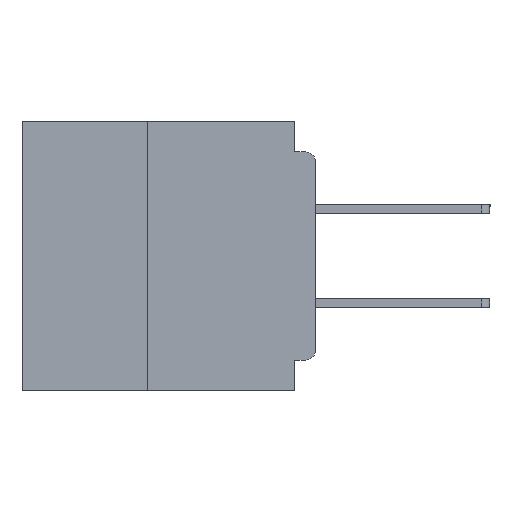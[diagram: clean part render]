
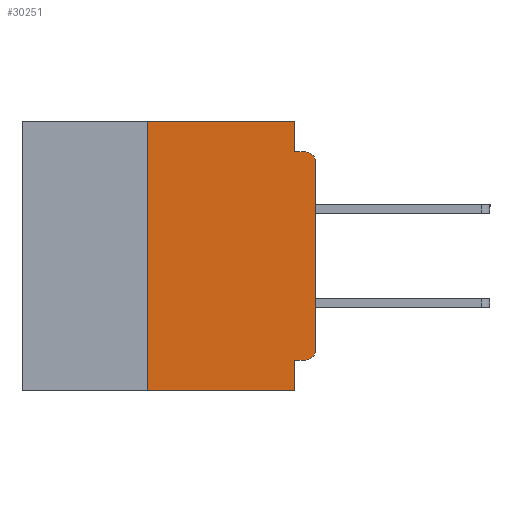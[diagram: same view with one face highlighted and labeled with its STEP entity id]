
A CAD part, left-side view. The second image highlights one B-rep face of the part: STEP entity #30251.
In plain terms, the highlighted planar face has unit normal (-1, 0, 0).
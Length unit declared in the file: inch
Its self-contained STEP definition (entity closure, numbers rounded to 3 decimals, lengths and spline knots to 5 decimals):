
#303 = VERTEX_POINT ( 'NONE', #20004 ) ;
#981 = EDGE_CURVE ( 'NONE', #25496, #10187, #38447, .T. ) ;
#1016 = ORIENTED_EDGE ( 'NONE', *, *, #1520, .T. ) ;
#1520 = EDGE_CURVE ( 'NONE', #30343, #34715, #5470, .T. ) ;
#2130 = DIRECTION ( 'NONE',  ( 0., 0., 1. ) ) ;
#2247 = ORIENTED_EDGE ( 'NONE', *, *, #23044, .F. ) ;
#3035 = CARTESIAN_POINT ( 'NONE',  ( 0., 0., -0.34 ) ) ;
#4047 = DIRECTION ( 'NONE',  ( 1., 0., 0. ) ) ;
#4604 = VECTOR ( 'NONE', #26459, 39.37008 ) ;
#5057 = DIRECTION ( 'NONE',  ( 0., -1., 0. ) ) ;
#5372 = ORIENTED_EDGE ( 'NONE', *, *, #12188, .F. ) ;
#5470 = CIRCLE ( 'NONE', #28489, 0.015 ) ;
#6224 = LINE ( 'NONE', #19099, #36389 ) ;
#6516 = LINE ( 'NONE', #20001, #29744 ) ;
#6758 = LINE ( 'NONE', #14207, #28103 ) ;
#6962 = EDGE_CURVE ( 'NONE', #7725, #36248, #29670, .T. ) ;
#7098 = DIRECTION ( 'NONE',  ( 0., -1., 0. ) ) ;
#7281 = CARTESIAN_POINT ( 'NONE',  ( 0., 0.015, -0.355 ) ) ;
#7333 = LINE ( 'NONE', #31294, #30533 ) ;
#7725 = VERTEX_POINT ( 'NONE', #22714 ) ;
#7937 = CARTESIAN_POINT ( 'NONE',  ( 0., 0.437, -0.4 ) ) ;
#8080 = ORIENTED_EDGE ( 'NONE', *, *, #981, .T. ) ;
#8750 = CARTESIAN_POINT ( 'NONE',  ( 0., 0.25, -0.4 ) ) ;
#10187 = VERTEX_POINT ( 'NONE', #28611 ) ;
#10806 = CARTESIAN_POINT ( 'NONE',  ( 0., 0.25, 0. ) ) ;
#12176 = EDGE_CURVE ( 'NONE', #34715, #25496, #26495, .T. ) ;
#12185 = ORIENTED_EDGE ( 'NONE', *, *, #30487, .T. ) ;
#12188 = EDGE_CURVE ( 'NONE', #28181, #26258, #33479, .T. ) ;
#14207 = CARTESIAN_POINT ( 'NONE',  ( 0., 0.437, 0. ) ) ;
#14403 = ORIENTED_EDGE ( 'NONE', *, *, #6962, .F. ) ;
#14594 = VERTEX_POINT ( 'NONE', #17827 ) ;
#14893 = EDGE_CURVE ( 'NONE', #303, #10187, #7333, .T. ) ;
#16068 = DIRECTION ( 'NONE',  ( 0., 1., 0. ) ) ;
#16416 = ORIENTED_EDGE ( 'NONE', *, *, #38714, .F. ) ;
#17443 = VECTOR ( 'NONE', #32374, 39.37008 ) ;
#17786 = AXIS2_PLACEMENT_3D ( 'NONE', #28448, #28310, #28118 ) ;
#17827 = CARTESIAN_POINT ( 'NONE',  ( 0., 0.031, 0. ) ) ;
#18363 = VECTOR ( 'NONE', #5057, 39.37008 ) ;
#18861 = FACE_OUTER_BOUND ( 'NONE', #18901, .T. ) ;
#18901 = EDGE_LOOP ( 'NONE', ( #24685, #8080, #33437, #2247, #26393, #5372, #12185, #14403, #16416, #1016 ) ) ;
#19062 = PLANE ( 'NONE',  #26836 ) ;
#19099 = CARTESIAN_POINT ( 'NONE',  ( 0., 0., -0.355 ) ) ;
#20001 = CARTESIAN_POINT ( 'NONE',  ( 0., 0.031, 0. ) ) ;
#20004 = CARTESIAN_POINT ( 'NONE',  ( 0., 0.031, -0.045 ) ) ;
#20267 = CARTESIAN_POINT ( 'NONE',  ( 0., 0., 0. ) ) ;
#22173 = CARTESIAN_POINT ( 'NONE',  ( 0., 0.437, 0. ) ) ;
#22714 = CARTESIAN_POINT ( 'NONE',  ( 0., 0.031, -0.355 ) ) ;
#23028 = DIRECTION ( 'NONE',  ( 0., 0., -1. ) ) ;
#23044 = EDGE_CURVE ( 'NONE', #14594, #303, #6516, .T. ) ;
#24685 = ORIENTED_EDGE ( 'NONE', *, *, #12176, .T. ) ;
#24993 = CARTESIAN_POINT ( 'NONE',  ( 0., 0., -0.06 ) ) ;
#25162 = DIRECTION ( 'NONE',  ( 0., 0., -1. ) ) ;
#25496 = VERTEX_POINT ( 'NONE', #24993 ) ;
#26258 = VERTEX_POINT ( 'NONE', #10806 ) ;
#26393 = ORIENTED_EDGE ( 'NONE', *, *, #28050, .F. ) ;
#26459 = DIRECTION ( 'NONE',  ( 0., 0., -1. ) ) ;
#26495 = LINE ( 'NONE', #20267, #34400 ) ;
#26836 = AXIS2_PLACEMENT_3D ( 'NONE', #22173, #4047, #25162 ) ;
#28050 = EDGE_CURVE ( 'NONE', #26258, #14594, #6758, .T. ) ;
#28103 = VECTOR ( 'NONE', #37979, 39.37008 ) ;
#28118 = DIRECTION ( 'NONE',  ( 0., 0., -1. ) ) ;
#28181 = VERTEX_POINT ( 'NONE', #8750 ) ;
#28310 = DIRECTION ( 'NONE',  ( -1., 0., 0. ) ) ;
#28448 = CARTESIAN_POINT ( 'NONE',  ( 0., 0.015, -0.06 ) ) ;
#28489 = AXIS2_PLACEMENT_3D ( 'NONE', #37129, #37083, #37075 ) ;
#28611 = CARTESIAN_POINT ( 'NONE',  ( 0., 0.015, -0.045 ) ) ;
#29670 = LINE ( 'NONE', #38273, #4604 ) ;
#29744 = VECTOR ( 'NONE', #23028, 39.37008 ) ;
#30251 = ADVANCED_FACE ( 'NONE', ( #18861 ), #19062, .F. ) ;
#30343 = VERTEX_POINT ( 'NONE', #7281 ) ;
#30487 = EDGE_CURVE ( 'NONE', #28181, #36248, #34392, .T. ) ;
#30533 = VECTOR ( 'NONE', #7098, 39.37008 ) ;
#31294 = CARTESIAN_POINT ( 'NONE',  ( 0., 0., -0.045 ) ) ;
#32120 = CARTESIAN_POINT ( 'NONE',  ( 0., 0.25, -0.4 ) ) ;
#32374 = DIRECTION ( 'NONE',  ( 0., 0., 1. ) ) ;
#33437 = ORIENTED_EDGE ( 'NONE', *, *, #14893, .F. ) ;
#33479 = LINE ( 'NONE', #32120, #17443 ) ;
#34392 = LINE ( 'NONE', #7937, #18363 ) ;
#34400 = VECTOR ( 'NONE', #2130, 39.37008 ) ;
#34715 = VERTEX_POINT ( 'NONE', #3035 ) ;
#36248 = VERTEX_POINT ( 'NONE', #37630 ) ;
#36389 = VECTOR ( 'NONE', #16068, 39.37008 ) ;
#37075 = DIRECTION ( 'NONE',  ( 0., 0., -1. ) ) ;
#37083 = DIRECTION ( 'NONE',  ( -1., 0., 0. ) ) ;
#37129 = CARTESIAN_POINT ( 'NONE',  ( 0., 0.015, -0.34 ) ) ;
#37630 = CARTESIAN_POINT ( 'NONE',  ( 0., 0.031, -0.4 ) ) ;
#37979 = DIRECTION ( 'NONE',  ( 0., -1., 0. ) ) ;
#38273 = CARTESIAN_POINT ( 'NONE',  ( 0., 0.031, -0.4 ) ) ;
#38447 = CIRCLE ( 'NONE', #17786, 0.015 ) ;
#38714 = EDGE_CURVE ( 'NONE', #30343, #7725, #6224, .T. ) ;
